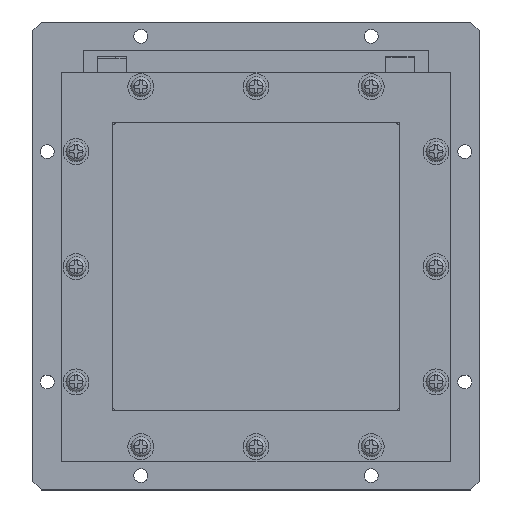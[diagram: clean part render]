
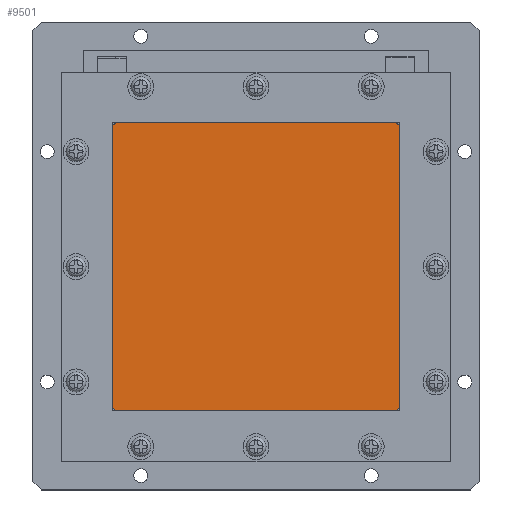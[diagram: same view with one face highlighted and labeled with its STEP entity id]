
A CAD part, top view. The second image highlights one B-rep face of the part: STEP entity #9501.
In plain terms, the highlighted planar face has unit normal (0, 0, 1).
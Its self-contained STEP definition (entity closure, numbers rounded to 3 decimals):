
#391=PLANE('',#10194);
#754=FACE_OUTER_BOUND('',#1383,.T.);
#1383=EDGE_LOOP('',(#6666,#6667,#6668,#6669));
#2084=LINE('',#14501,#2823);
#2087=LINE('',#14507,#2826);
#2090=LINE('',#14513,#2829);
#2093=LINE('',#14517,#2832);
#2823=VECTOR('',#11663,10.);
#2826=VECTOR('',#11668,10.);
#2829=VECTOR('',#11673,10.);
#2832=VECTOR('',#11678,10.);
#4081=VERTEX_POINT('',#14498);
#4082=VERTEX_POINT('',#14500);
#4084=VERTEX_POINT('',#14506);
#4086=VERTEX_POINT('',#14512);
#5044=EDGE_CURVE('',#4082,#4081,#2084,.T.);
#5047=EDGE_CURVE('',#4084,#4082,#2087,.T.);
#5050=EDGE_CURVE('',#4086,#4084,#2090,.T.);
#5053=EDGE_CURVE('',#4081,#4086,#2093,.T.);
#6666=ORIENTED_EDGE('',*,*,#5053,.T.);
#6667=ORIENTED_EDGE('',*,*,#5050,.T.);
#6668=ORIENTED_EDGE('',*,*,#5047,.T.);
#6669=ORIENTED_EDGE('',*,*,#5044,.T.);
#9501=ADVANCED_FACE('',(#754),#391,.T.);
#10194=AXIS2_PLACEMENT_3D('',#14518,#11679,#11680);
#11663=DIRECTION('',(0.,-1.,0.));
#11668=DIRECTION('',(-1.,0.,0.));
#11673=DIRECTION('',(0.,1.,0.));
#11678=DIRECTION('',(1.,0.,0.));
#11679=DIRECTION('center_axis',(0.,0.,
1.));
#11680=DIRECTION('ref_axis',(1.,0.,0.));
#14498=CARTESIAN_POINT('',(-65.647,-58.947,6.275));
#14500=CARTESIAN_POINT('',(-65.647,55.053,6.275));
#14501=CARTESIAN_POINT('',(-65.647,55.053,6.275));
#14506=CARTESIAN_POINT('',(48.353,55.053,6.275));
#14507=CARTESIAN_POINT('',(48.353,55.053,6.275));
#14512=CARTESIAN_POINT('',(48.353,-58.947,6.275));
#14513=CARTESIAN_POINT('',(48.353,-58.947,6.275));
#14517=CARTESIAN_POINT('',(-65.647,-58.947,6.275));
#14518=CARTESIAN_POINT('Origin',(-8.647,-1.947,6.275));
